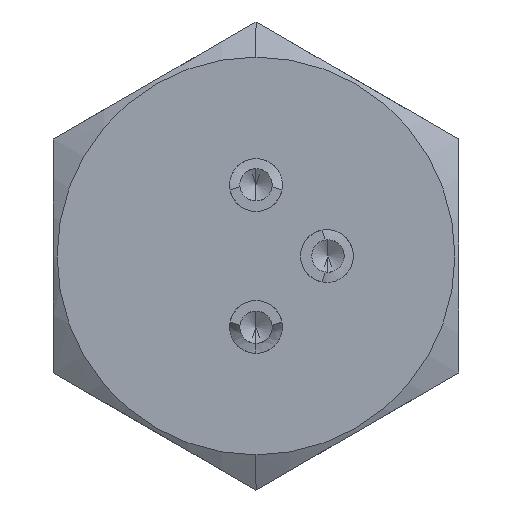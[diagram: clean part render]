
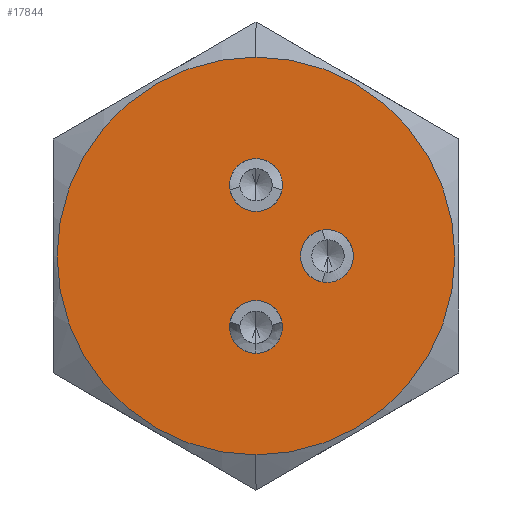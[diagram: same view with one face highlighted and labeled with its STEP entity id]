
A CAD part, front view. The second image highlights one B-rep face of the part: STEP entity #17844.
In plain terms, the highlighted planar face has unit normal (0, -1, 0).
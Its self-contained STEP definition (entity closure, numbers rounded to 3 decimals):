
#321 = CARTESIAN_POINT ( 'NONE',  ( 1.75, -17.5, -0.65 ) ) ;
#891 = ORIENTED_EDGE ( 'NONE', *, *, #23939, .T. ) ;
#1075 = DIRECTION ( 'NONE',  ( 0., 0., 1. ) ) ;
#1259 = AXIS2_PLACEMENT_3D ( 'NONE', #23078, #23023, #22996 ) ;
#1518 = CARTESIAN_POINT ( 'NONE',  ( 0., -17.5, -1.1 ) ) ;
#1862 = CARTESIAN_POINT ( 'NONE',  ( 1.75, -17.5, 0.65 ) ) ;
#2137 = VERTEX_POINT ( 'NONE', #18000 ) ;
#2634 = ORIENTED_EDGE ( 'NONE', *, *, #8747, .T. ) ;
#3301 = PLANE ( 'NONE',  #11378 ) ;
#3766 = ORIENTED_EDGE ( 'NONE', *, *, #14709, .T. ) ;
#4485 = ORIENTED_EDGE ( 'NONE', *, *, #4721, .T. ) ;
#4565 = DIRECTION ( 'NONE',  ( 0., 1., 0. ) ) ;
#4718 = CIRCLE ( 'NONE', #20105, 0.65 ) ;
#4721 = EDGE_CURVE ( 'NONE', #19318, #14327, #13120, .T. ) ;
#4768 = EDGE_CURVE ( 'NONE', #14327, #19318, #13206, .T. ) ;
#5867 = VERTEX_POINT ( 'NONE', #10763 ) ;
#6220 = AXIS2_PLACEMENT_3D ( 'NONE', #19290, #19241, #19212 ) ;
#7478 = VERTEX_POINT ( 'NONE', #321 ) ;
#7927 = AXIS2_PLACEMENT_3D ( 'NONE', #10016, #9979, #9950 ) ;
#8066 = EDGE_CURVE ( 'NONE', #5867, #9387, #15342, .T. ) ;
#8475 = ORIENTED_EDGE ( 'NONE', *, *, #10280, .T. ) ;
#8554 = DIRECTION ( 'NONE',  ( 0., 0., 1. ) ) ;
#8642 = DIRECTION ( 'NONE',  ( 0., 1., 0. ) ) ;
#8698 = CARTESIAN_POINT ( 'NONE',  ( 1.75, -17.5, 0. ) ) ;
#8747 = EDGE_CURVE ( 'NONE', #7478, #10106, #15830, .T. ) ;
#8963 = DIRECTION ( 'NONE',  ( 0., -1., 0. ) ) ;
#9387 = VERTEX_POINT ( 'NONE', #23311 ) ;
#9950 = DIRECTION ( 'NONE',  ( 0., 0., 1. ) ) ;
#9979 = DIRECTION ( 'NONE',  ( 0., -1., 0. ) ) ;
#10016 = CARTESIAN_POINT ( 'NONE',  ( 0., -17.5, 0. ) ) ;
#10077 = AXIS2_PLACEMENT_3D ( 'NONE', #16987, #16982, #16952 ) ;
#10106 = VERTEX_POINT ( 'NONE', #1862 ) ;
#10200 = DIRECTION ( 'NONE',  ( 0., 0., 1. ) ) ;
#10205 = DIRECTION ( 'NONE',  ( 0., -1., 0. ) ) ;
#10234 = CARTESIAN_POINT ( 'NONE',  ( 0., -17.5, 0. ) ) ;
#10280 = EDGE_CURVE ( 'NONE', #2137, #22302, #16699, .T. ) ;
#10525 = AXIS2_PLACEMENT_3D ( 'NONE', #10234, #10205, #10200 ) ;
#10678 = ORIENTED_EDGE ( 'NONE', *, *, #4768, .T. ) ;
#10763 = CARTESIAN_POINT ( 'NONE',  ( 0., -17.5, 1.1 ) ) ;
#11378 = AXIS2_PLACEMENT_3D ( 'NONE', #20347, #8963, #22288 ) ;
#11468 = CARTESIAN_POINT ( 'NONE',  ( 0., -17.5, 4.907 ) ) ;
#11774 = CARTESIAN_POINT ( 'NONE',  ( 0., -17.5, -4.907 ) ) ;
#12365 = DIRECTION ( 'NONE',  ( 0., 1., 0. ) ) ;
#13120 = CIRCLE ( 'NONE', #10525, 4.907 ) ;
#13206 = CIRCLE ( 'NONE', #7927, 4.907 ) ;
#13884 = ORIENTED_EDGE ( 'NONE', *, *, #17445, .T. ) ;
#14327 = VERTEX_POINT ( 'NONE', #11774 ) ;
#14709 = EDGE_CURVE ( 'NONE', #10106, #7478, #19699, .T. ) ;
#15342 = CIRCLE ( 'NONE', #1259, 0.65 ) ;
#15753 = AXIS2_PLACEMENT_3D ( 'NONE', #8698, #8642, #8554 ) ;
#15830 = CIRCLE ( 'NONE', #6220, 0.65 ) ;
#15884 = CARTESIAN_POINT ( 'NONE',  ( 0., -17.5, 1.75 ) ) ;
#16699 = CIRCLE ( 'NONE', #10077, 0.65 ) ;
#16952 = DIRECTION ( 'NONE',  ( 0., 0., 1. ) ) ;
#16982 = DIRECTION ( 'NONE',  ( 0., 1., 0. ) ) ;
#16987 = CARTESIAN_POINT ( 'NONE',  ( 0., -17.5, -1.75 ) ) ;
#17445 = EDGE_CURVE ( 'NONE', #9387, #5867, #21231, .T. ) ;
#17833 = DIRECTION ( 'NONE',  ( 0., 0., 1. ) ) ;
#17844 = ADVANCED_FACE ( 'NONE', ( #21698, #21749, #21519, #21772 ), #3301, .T. ) ;
#18000 = CARTESIAN_POINT ( 'NONE',  ( 0., -17.5, -2.4 ) ) ;
#19212 = DIRECTION ( 'NONE',  ( 0., 0., 1. ) ) ;
#19241 = DIRECTION ( 'NONE',  ( 0., 1., 0. ) ) ;
#19290 = CARTESIAN_POINT ( 'NONE',  ( 1.75, -17.5, 0. ) ) ;
#19318 = VERTEX_POINT ( 'NONE', #11468 ) ;
#19699 = CIRCLE ( 'NONE', #15753, 0.65 ) ;
#20105 = AXIS2_PLACEMENT_3D ( 'NONE', #23822, #12365, #1075 ) ;
#20347 = CARTESIAN_POINT ( 'NONE',  ( 0., -17.5, 0. ) ) ;
#20920 = EDGE_LOOP ( 'NONE', ( #13884, #24068 ) ) ;
#21107 = EDGE_LOOP ( 'NONE', ( #3766, #2634 ) ) ;
#21130 = EDGE_LOOP ( 'NONE', ( #4485, #10678 ) ) ;
#21198 = EDGE_LOOP ( 'NONE', ( #891, #8475 ) ) ;
#21231 = CIRCLE ( 'NONE', #23359, 0.65 ) ;
#21519 = FACE_BOUND ( 'NONE', #20920, .T. ) ;
#21698 = FACE_OUTER_BOUND ( 'NONE', #21130, .T. ) ;
#21749 = FACE_BOUND ( 'NONE', #21107, .T. ) ;
#21772 = FACE_BOUND ( 'NONE', #21198, .T. ) ;
#22288 = DIRECTION ( 'NONE',  ( 0., 0., -1. ) ) ;
#22302 = VERTEX_POINT ( 'NONE', #1518 ) ;
#22996 = DIRECTION ( 'NONE',  ( 0., 0., 1. ) ) ;
#23023 = DIRECTION ( 'NONE',  ( 0., 1., 0. ) ) ;
#23078 = CARTESIAN_POINT ( 'NONE',  ( 0., -17.5, 1.75 ) ) ;
#23311 = CARTESIAN_POINT ( 'NONE',  ( 0., -17.5, 2.4 ) ) ;
#23359 = AXIS2_PLACEMENT_3D ( 'NONE', #15884, #4565, #17833 ) ;
#23822 = CARTESIAN_POINT ( 'NONE',  ( 0., -17.5, -1.75 ) ) ;
#23939 = EDGE_CURVE ( 'NONE', #22302, #2137, #4718, .T. ) ;
#24068 = ORIENTED_EDGE ( 'NONE', *, *, #8066, .T. ) ;
